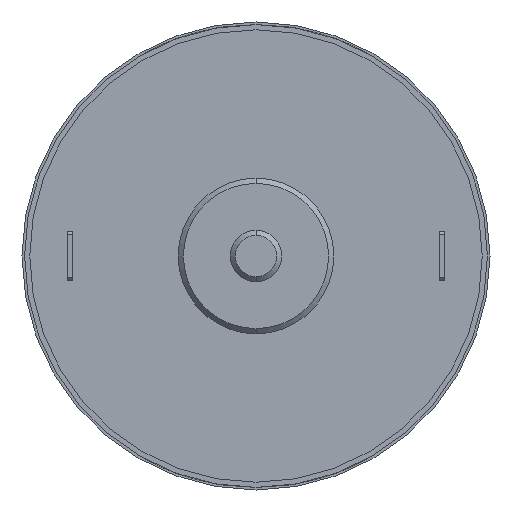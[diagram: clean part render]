
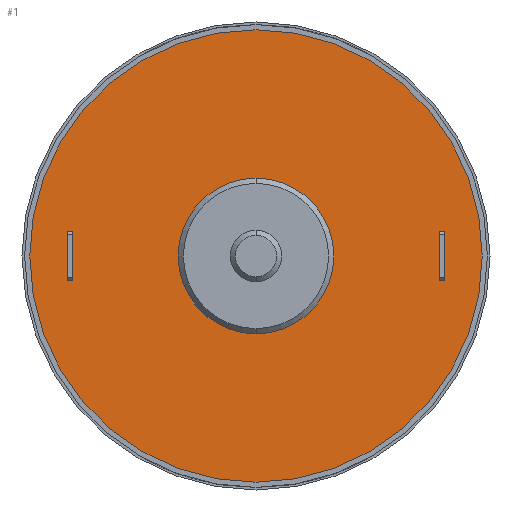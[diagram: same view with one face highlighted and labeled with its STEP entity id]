
A CAD part, front view. The second image highlights one B-rep face of the part: STEP entity #1.
In plain terms, the highlighted planar face has unit normal (0, -1, 0).
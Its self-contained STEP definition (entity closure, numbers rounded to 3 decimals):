
#1 = ADVANCED_FACE ( 'NONE', ( #485, #1183, #1663, #635 ), #810, .T. ) ;
#11 = CARTESIAN_POINT ( 'NONE',  ( 17.65, 1., -2.4 ) ) ;
#68 = DIRECTION ( 'NONE',  ( 0., 0., -1. ) ) ;
#91 = CARTESIAN_POINT ( 'NONE',  ( 0., 1., 0. ) ) ;
#94 = EDGE_CURVE ( 'NONE', #205, #2578, #3052, .T. ) ;
#112 = CARTESIAN_POINT ( 'NONE',  ( -18.15, 1., -2.4 ) ) ;
#120 = DIRECTION ( 'NONE',  ( 1., 0., 0. ) ) ;
#134 = EDGE_LOOP ( 'NONE', ( #692, #1579 ) ) ;
#205 = VERTEX_POINT ( 'NONE', #2513 ) ;
#210 = CARTESIAN_POINT ( 'NONE',  ( 0., 1., 7.5 ) ) ;
#255 = EDGE_CURVE ( 'NONE', #1818, #2766, #2659, .T. ) ;
#299 = ORIENTED_EDGE ( 'NONE', *, *, #947, .F. ) ;
#337 = CARTESIAN_POINT ( 'NONE',  ( 0., 1., 0. ) ) ;
#340 = ORIENTED_EDGE ( 'NONE', *, *, #2966, .F. ) ;
#342 = VERTEX_POINT ( 'NONE', #1799 ) ;
#351 = DIRECTION ( 'NONE',  ( -1., 0., 0. ) ) ;
#365 = ORIENTED_EDGE ( 'NONE', *, *, #3023, .T. ) ;
#403 = CARTESIAN_POINT ( 'NONE',  ( -17.65, 1., -2.4 ) ) ;
#411 = VECTOR ( 'NONE', #2389, 1000. ) ;
#485 = FACE_BOUND ( 'NONE', #710, .T. ) ;
#579 = DIRECTION ( 'NONE',  ( 0., -1., 0. ) ) ;
#588 = ORIENTED_EDGE ( 'NONE', *, *, #2111, .F. ) ;
#635 = FACE_BOUND ( 'NONE', #2129, .T. ) ;
#692 = ORIENTED_EDGE ( 'NONE', *, *, #3068, .F. ) ;
#710 = EDGE_LOOP ( 'NONE', ( #2330, #299, #2360, #1307 ) ) ;
#736 = CARTESIAN_POINT ( 'NONE',  ( -18.15, 1., -2.4 ) ) ;
#777 = AXIS2_PLACEMENT_3D ( 'NONE', #3046, #579, #2300 ) ;
#810 = PLANE ( 'NONE',  #1355 ) ;
#823 = DIRECTION ( 'NONE',  ( 0., -1., 0. ) ) ;
#882 = CARTESIAN_POINT ( 'NONE',  ( 17.65, 1., -2.4 ) ) ;
#887 = CARTESIAN_POINT ( 'NONE',  ( 0., 1., 0. ) ) ;
#888 = DIRECTION ( 'NONE',  ( 1., 0., 0. ) ) ;
#901 = AXIS2_PLACEMENT_3D ( 'NONE', #91, #823, #1123 ) ;
#916 = DIRECTION ( 'NONE',  ( 0., 0., -1. ) ) ;
#917 = EDGE_CURVE ( 'NONE', #2745, #205, #1702, .T. ) ;
#947 = EDGE_CURVE ( 'NONE', #2280, #2745, #1032, .T. ) ;
#1032 = LINE ( 'NONE', #403, #411 ) ;
#1068 = DIRECTION ( 'NONE',  ( 0., -1., 0. ) ) ;
#1093 = ORIENTED_EDGE ( 'NONE', *, *, #2574, .F. ) ;
#1123 = DIRECTION ( 'NONE',  ( 0., 0., -1. ) ) ;
#1176 = VECTOR ( 'NONE', #2735, 1000. ) ;
#1183 = FACE_OUTER_BOUND ( 'NONE', #1498, .T. ) ;
#1215 = VECTOR ( 'NONE', #1969, 1000. ) ;
#1254 = CARTESIAN_POINT ( 'NONE',  ( 17.65, 1., -2.4 ) ) ;
#1307 = ORIENTED_EDGE ( 'NONE', *, *, #94, .F. ) ;
#1339 = DIRECTION ( 'NONE',  ( 0., 0., -1. ) ) ;
#1344 = VERTEX_POINT ( 'NONE', #2961 ) ;
#1349 = CARTESIAN_POINT ( 'NONE',  ( 17.65, 1., 2.4 ) ) ;
#1355 = AXIS2_PLACEMENT_3D ( 'NONE', #1541, #1068, #68 ) ;
#1445 = CARTESIAN_POINT ( 'NONE',  ( -17.65, 1., 2.4 ) ) ;
#1498 = EDGE_LOOP ( 'NONE', ( #1690, #365 ) ) ;
#1508 = VECTOR ( 'NONE', #351, 1000. ) ;
#1511 = LINE ( 'NONE', #112, #3122 ) ;
#1541 = CARTESIAN_POINT ( 'NONE',  ( 0., 1., 0. ) ) ;
#1575 = AXIS2_PLACEMENT_3D ( 'NONE', #887, #2597, #916 ) ;
#1579 = ORIENTED_EDGE ( 'NONE', *, *, #255, .F. ) ;
#1592 = VECTOR ( 'NONE', #2623, 1000. ) ;
#1599 = CARTESIAN_POINT ( 'NONE',  ( 0., 1., -21.8 ) ) ;
#1663 = FACE_BOUND ( 'NONE', #134, .T. ) ;
#1667 = CARTESIAN_POINT ( 'NONE',  ( 17.65, 1., 2.4 ) ) ;
#1690 = ORIENTED_EDGE ( 'NONE', *, *, #1836, .T. ) ;
#1694 = VERTEX_POINT ( 'NONE', #1667 ) ;
#1702 = LINE ( 'NONE', #3100, #1592 ) ;
#1799 = CARTESIAN_POINT ( 'NONE',  ( 18.15, 1., 2.4 ) ) ;
#1818 = VERTEX_POINT ( 'NONE', #3103 ) ;
#1836 = EDGE_CURVE ( 'NONE', #3169, #1344, #3083, .T. ) ;
#1877 = CARTESIAN_POINT ( 'NONE',  ( -18.15, 1., -2.4 ) ) ;
#1938 = VERTEX_POINT ( 'NONE', #2411 ) ;
#1969 = DIRECTION ( 'NONE',  ( 0., 0., 1. ) ) ;
#2001 = CIRCLE ( 'NONE', #777, 7.5 ) ;
#2074 = VERTEX_POINT ( 'NONE', #1254 ) ;
#2095 = CARTESIAN_POINT ( 'NONE',  ( -17.65, 1., -2.4 ) ) ;
#2111 = EDGE_CURVE ( 'NONE', #1694, #2074, #2313, .T. ) ;
#2129 = EDGE_LOOP ( 'NONE', ( #340, #1093, #2695, #588 ) ) ;
#2190 = VECTOR ( 'NONE', #888, 1000. ) ;
#2216 = EDGE_CURVE ( 'NONE', #2578, #2280, #1511, .T. ) ;
#2280 = VERTEX_POINT ( 'NONE', #2095 ) ;
#2300 = DIRECTION ( 'NONE',  ( 0., 0., -1. ) ) ;
#2311 = CIRCLE ( 'NONE', #2483, 21.8 ) ;
#2313 = LINE ( 'NONE', #11, #1176 ) ;
#2330 = ORIENTED_EDGE ( 'NONE', *, *, #917, .F. ) ;
#2339 = DIRECTION ( 'NONE',  ( 0., 0., -1. ) ) ;
#2360 = ORIENTED_EDGE ( 'NONE', *, *, #2216, .F. ) ;
#2389 = DIRECTION ( 'NONE',  ( 0., 0., 1. ) ) ;
#2394 = VECTOR ( 'NONE', #2339, 1000. ) ;
#2411 = CARTESIAN_POINT ( 'NONE',  ( 18.15, 1., -2.4 ) ) ;
#2449 = CARTESIAN_POINT ( 'NONE',  ( 18.15, 1., -2.4 ) ) ;
#2483 = AXIS2_PLACEMENT_3D ( 'NONE', #337, #2528, #1339 ) ;
#2513 = CARTESIAN_POINT ( 'NONE',  ( -18.15, 1., 2.4 ) ) ;
#2528 = DIRECTION ( 'NONE',  ( 0., -1., 0. ) ) ;
#2574 = EDGE_CURVE ( 'NONE', #1938, #342, #2803, .T. ) ;
#2578 = VERTEX_POINT ( 'NONE', #736 ) ;
#2597 = DIRECTION ( 'NONE',  ( 0., -1., 0. ) ) ;
#2623 = DIRECTION ( 'NONE',  ( -1., 0., 0. ) ) ;
#2659 = CIRCLE ( 'NONE', #901, 7.5 ) ;
#2695 = ORIENTED_EDGE ( 'NONE', *, *, #3176, .F. ) ;
#2730 = LINE ( 'NONE', #1349, #1508 ) ;
#2735 = DIRECTION ( 'NONE',  ( 0., 0., -1. ) ) ;
#2745 = VERTEX_POINT ( 'NONE', #1445 ) ;
#2766 = VERTEX_POINT ( 'NONE', #210 ) ;
#2803 = LINE ( 'NONE', #2449, #1215 ) ;
#2886 = LINE ( 'NONE', #882, #2190 ) ;
#2961 = CARTESIAN_POINT ( 'NONE',  ( 0., 1., 21.8 ) ) ;
#2966 = EDGE_CURVE ( 'NONE', #342, #1694, #2730, .T. ) ;
#3023 = EDGE_CURVE ( 'NONE', #1344, #3169, #2311, .T. ) ;
#3046 = CARTESIAN_POINT ( 'NONE',  ( 0., 1., 0. ) ) ;
#3052 = LINE ( 'NONE', #1877, #2394 ) ;
#3068 = EDGE_CURVE ( 'NONE', #2766, #1818, #2001, .T. ) ;
#3083 = CIRCLE ( 'NONE', #1575, 21.8 ) ;
#3100 = CARTESIAN_POINT ( 'NONE',  ( -18.15, 1., 2.4 ) ) ;
#3103 = CARTESIAN_POINT ( 'NONE',  ( 0., 1., -7.5 ) ) ;
#3122 = VECTOR ( 'NONE', #120, 1000. ) ;
#3169 = VERTEX_POINT ( 'NONE', #1599 ) ;
#3176 = EDGE_CURVE ( 'NONE', #2074, #1938, #2886, .T. ) ;
